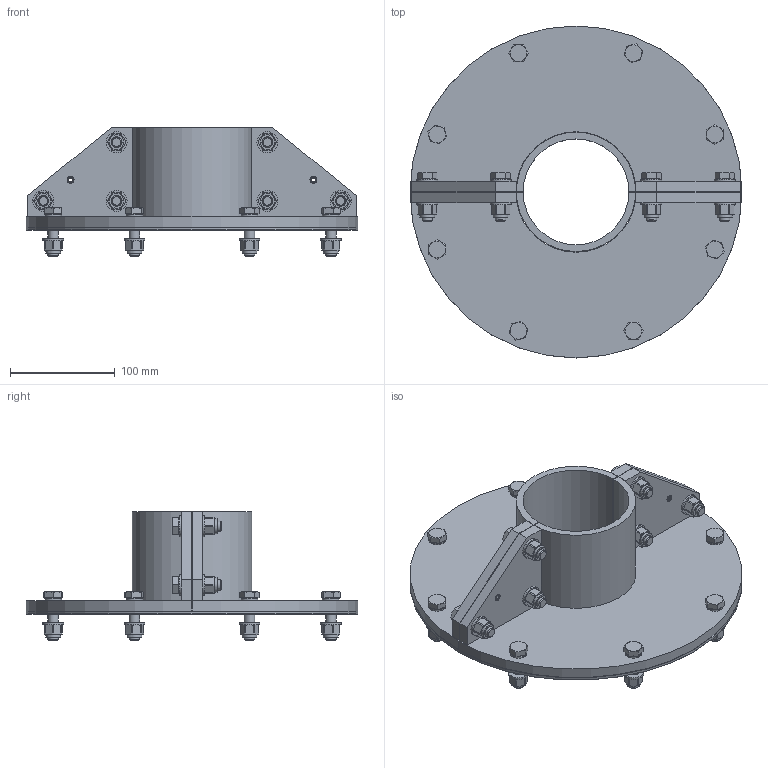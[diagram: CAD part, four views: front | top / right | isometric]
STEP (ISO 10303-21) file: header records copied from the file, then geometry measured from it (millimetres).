
FILE_DESCRIPTION((''),'2;1');
FILE_NAME('SLFORI100.stp','2018-02-02T10:32:32',(''),(''),'Autodesk Inventor 2013','Autodesk Inventor 2013','');
FILE_SCHEMA(('AUTOMOTIVE_DESIGN { 1 0 10303 214 1 1 1 1 }'));
Length unit declared in the file: millimetre
Products named in the file (14): SLFO RI; SLFO RI 100 HALF; SLEEVE-100; FLANGE-100; FRP_6x20; SLFO RI 100-644 EAR; Screw Kit M10X40 L20,4 mm; ISO 4017 M10 x 40; ISO 7089 10 - 140 HV; Locking nut M10; SLFO RI 100-200 GASKET SMALL; Mount KIT M10; TREDO M10; GASKET 100
Assembly tree (32 placements, depth 3):
  SLFO RI
    SLFO RI 100 HALF  x2
      SLEEVE-100
      FLANGE-100
      FRP_6x20
      SLFO RI 100-644 EAR
    Screw Kit M10X40 L20,4 mm  x6
      ISO 4017 M10 x 40
      ISO 7089 10 - 140 HV
      Locking nut M10
    SLFO RI 100-200 GASKET SMALL  x2
    Mount KIT M10  x8
      ISO 7089 10 - 140 HV
      TREDO M10
      ISO 4017 M10 x 40
      Locking nut M10
    GASKET 100
Bounding box: 317 x 317 x 123 mm (x, y, z)
Volume: 1284737.9 mm3; surface area: 442163.6 mm2
Topology: 69 solids, 69 shells, 1368 faces, 3184 edges, 2040 vertices
Faces by surface type: cone 496, plane 434, cylinder 350, torus 88
Full cylindrical faces by diameter (mm): 6.7 x4, 8.376 x84, 10 x24, 10.108 x14, 10.5 x20, 10.7 x16, 12 x14, 12.3 x12, 12.5 x8, 14.084 x14, 14.63 x14, 16 x8, 20 x20, 257 x1, 317 x1
Entity records: 4641 total; most frequent: DIRECTION 776, CARTESIAN_POINT 767, ORIENTED_EDGE 548, AXIS2_PLACEMENT_3D 343, EDGE_CURVE 274, EDGE_LOOP 274, VERTEX_POINT 214, FACE_OUTER_BOUND 153
